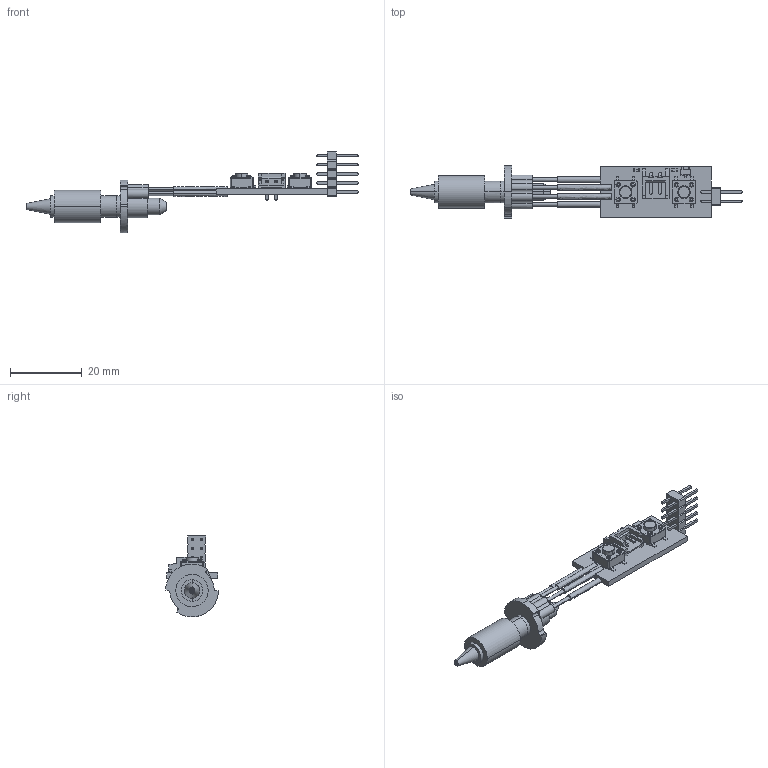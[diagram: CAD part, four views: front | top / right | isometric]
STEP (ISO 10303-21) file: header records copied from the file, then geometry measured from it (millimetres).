
FILE_DESCRIPTION(('KiCad electronic assembly'),'2;1');
FILE_NAME('KIT2_3D_extension100.step','2019-10-15T09:11:43',('An Author' ),('A Company'),'Open CASCADE STEP processor 6.9', 'KiCad to STEP converter','Unknown');
FILE_SCHEMA(('AUTOMOTIVE_DESIGN { 1 0 10303 214 1 1 1 1 }'));
Length unit declared in the file: millimetre
Products named in the file (14): Open CASCADE STEP translator 6.9 1; SW_SPST_6x6mm_H4.3mm; COMPOUND; JST_EH_S02B-EH_02x2.50mm_Angled; SOLID; TipWithNTC; C_0603; Pin_Header_Straight_2x05_Pitch2.54mm; SOT-23
Assembly tree (15 placements, depth 3):
  Open CASCADE STEP translator 6.9 1
    SW_SPST_6x6mm_H4.3mm  x2
      COMPOUND
    JST_EH_S02B-EH_02x2.50mm_Angled
      SOLID
    TipWithNTC
      COMPOUND
    C_0603  x2
      SOLID
    Pin_Header_Straight_2x05_Pitch2.54mm
      SOLID
    SOT-23
      COMPOUND
    COMPOUND
Bounding box: 92.38 x 14.7 x 22.78 mm (x, y, z)
Volume: 2854.4 mm3; surface area: 3984.2 mm2
Topology: 7 solids, 333 shells, 874 faces, 3016 edges, 2520 vertices
Faces by surface type: plane 578, revolution 160, bspline 94, cylinder 42
Full cylindrical faces by diameter (mm): 0.9 x2
Entity records: 61588 total; most frequent: CARTESIAN_POINT 20231, DIRECTION 6408, LINE 4478, VECTOR 4478, ORIENTED_EDGE 3388, PCURVE 3388, DEFINITIONAL_REPRESENTATION 3388, EDGE_CURVE 2110
